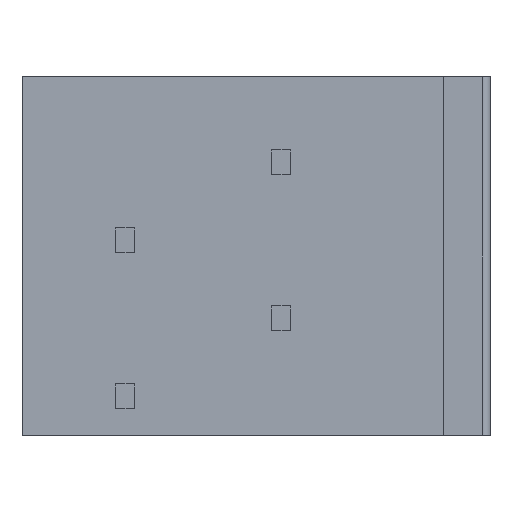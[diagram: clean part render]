
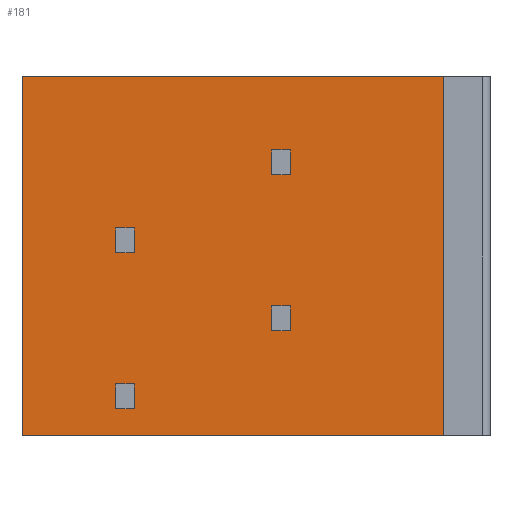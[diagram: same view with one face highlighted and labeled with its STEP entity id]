
A CAD part, front view. The second image highlights one B-rep face of the part: STEP entity #181.
In plain terms, the highlighted planar face has unit normal (0, -1, 0).
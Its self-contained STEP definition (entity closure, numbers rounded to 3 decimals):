
#181 = ADVANCED_FACE( '', ( #424, #425, #426, #427, #428 ), #429, .F. );
#424 = FACE_BOUND( '', #726, .T. );
#425 = FACE_BOUND( '', #727, .T. );
#426 = FACE_BOUND( '', #728, .T. );
#427 = FACE_BOUND( '', #729, .T. );
#428 = FACE_OUTER_BOUND( '', #730, .T. );
#429 = PLANE( '', #731 );
#726 = EDGE_LOOP( '', ( #1183, #1184, #1185, #1186 ) );
#727 = EDGE_LOOP( '', ( #1187, #1188, #1189, #1190 ) );
#728 = EDGE_LOOP( '', ( #1191, #1192, #1193, #1194 ) );
#729 = EDGE_LOOP( '', ( #1195, #1196, #1197, #1198 ) );
#730 = EDGE_LOOP( '', ( #1199, #1200, #1201, #1202 ) );
#731 = AXIS2_PLACEMENT_3D( '', #1203, #1204, #1205 );
#1183 = ORIENTED_EDGE( '', *, *, #1896, .T. );
#1184 = ORIENTED_EDGE( '', *, *, #1897, .T. );
#1185 = ORIENTED_EDGE( '', *, *, #1898, .T. );
#1186 = ORIENTED_EDGE( '', *, *, #1817, .T. );
#1187 = ORIENTED_EDGE( '', *, *, #1899, .T. );
#1188 = ORIENTED_EDGE( '', *, *, #1900, .T. );
#1189 = ORIENTED_EDGE( '', *, *, #1901, .T. );
#1190 = ORIENTED_EDGE( '', *, *, #1902, .T. );
#1191 = ORIENTED_EDGE( '', *, *, #1883, .T. );
#1192 = ORIENTED_EDGE( '', *, *, #1858, .T. );
#1193 = ORIENTED_EDGE( '', *, *, #1782, .T. );
#1194 = ORIENTED_EDGE( '', *, *, #1874, .T. );
#1195 = ORIENTED_EDGE( '', *, *, #1878, .T. );
#1196 = ORIENTED_EDGE( '', *, *, #1903, .T. );
#1197 = ORIENTED_EDGE( '', *, *, #1753, .T. );
#1198 = ORIENTED_EDGE( '', *, *, #1893, .T. );
#1199 = ORIENTED_EDGE( '', *, *, #1904, .T. );
#1200 = ORIENTED_EDGE( '', *, *, #1905, .F. );
#1201 = ORIENTED_EDGE( '', *, *, #1906, .F. );
#1202 = ORIENTED_EDGE( '', *, *, #1907, .T. );
#1203 = CARTESIAN_POINT( '', ( -3.3, 0., 10. ) );
#1204 = DIRECTION( '', ( 0., 1., 0. ) );
#1205 = DIRECTION( '', ( 0., 0., 1. ) );
#1753 = EDGE_CURVE( '', #2079, #2080, #2081, .T. );
#1782 = EDGE_CURVE( '', #2132, #2133, #2134, .T. );
#1817 = EDGE_CURVE( '', #2194, #2195, #2196, .T. );
#1858 = EDGE_CURVE( '', #2258, #2132, #2259, .T. );
#1874 = EDGE_CURVE( '', #2133, #2284, #2285, .T. );
#1878 = EDGE_CURVE( '', #2290, #2291, #2292, .T. );
#1883 = EDGE_CURVE( '', #2284, #2258, #2299, .T. );
#1893 = EDGE_CURVE( '', #2080, #2290, #2313, .T. );
#1896 = EDGE_CURVE( '', #2195, #2316, #2317, .T. );
#1897 = EDGE_CURVE( '', #2316, #2318, #2319, .T. );
#1898 = EDGE_CURVE( '', #2318, #2194, #2320, .T. );
#1899 = EDGE_CURVE( '', #2321, #2322, #2323, .T. );
#1900 = EDGE_CURVE( '', #2322, #2324, #2325, .T. );
#1901 = EDGE_CURVE( '', #2324, #2326, #2327, .T. );
#1902 = EDGE_CURVE( '', #2326, #2321, #2328, .T. );
#1903 = EDGE_CURVE( '', #2291, #2079, #2329, .T. );
#1904 = EDGE_CURVE( '', #2330, #2331, #2332, .T. );
#1905 = EDGE_CURVE( '', #2333, #2331, #2334, .T. );
#1906 = EDGE_CURVE( '', #2335, #2333, #2336, .T. );
#1907 = EDGE_CURVE( '', #2335, #2330, #2337, .T. );
#2079 = VERTEX_POINT( '', #2557 );
#2080 = VERTEX_POINT( '', #2558 );
#2081 = LINE( '', #2559, #2560 );
#2132 = VERTEX_POINT( '', #2633 );
#2133 = VERTEX_POINT( '', #2634 );
#2134 = LINE( '', #2635, #2636 );
#2194 = VERTEX_POINT( '', #2720 );
#2195 = VERTEX_POINT( '', #2721 );
#2196 = LINE( '', #2722, #2723 );
#2258 = VERTEX_POINT( '', #2810 );
#2259 = LINE( '', #2811, #2812 );
#2284 = VERTEX_POINT( '', #2847 );
#2285 = LINE( '', #2848, #2849 );
#2290 = VERTEX_POINT( '', #2856 );
#2291 = VERTEX_POINT( '', #2857 );
#2292 = LINE( '', #2858, #2859 );
#2299 = LINE( '', #2869, #2870 );
#2313 = LINE( '', #2890, #2891 );
#2316 = VERTEX_POINT( '', #2895 );
#2317 = LINE( '', #2896, #2897 );
#2318 = VERTEX_POINT( '', #2898 );
#2319 = LINE( '', #2899, #2900 );
#2320 = LINE( '', #2901, #2902 );
#2321 = VERTEX_POINT( '', #2903 );
#2322 = VERTEX_POINT( '', #2904 );
#2323 = LINE( '', #2905, #2906 );
#2324 = VERTEX_POINT( '', #2907 );
#2325 = LINE( '', #2908, #2909 );
#2326 = VERTEX_POINT( '', #2910 );
#2327 = LINE( '', #2911, #2912 );
#2328 = LINE( '', #2913, #2914 );
#2329 = LINE( '', #2915, #2916 );
#2330 = VERTEX_POINT( '', #2917 );
#2331 = VERTEX_POINT( '', #2918 );
#2332 = LINE( '', #2919, #2920 );
#2333 = VERTEX_POINT( '', #2921 );
#2334 = LINE( '', #2922, #2923 );
#2335 = VERTEX_POINT( '', #2924 );
#2336 = LINE( '', #2925, #2926 );
#2337 = LINE( '', #2927, #2928 );
#2557 = CARTESIAN_POINT( '', ( 4.7, 0., 8.35 ) );
#2558 = CARTESIAN_POINT( '', ( 4.7, 0., 9.15 ) );
#2559 = CARTESIAN_POINT( '', ( 4.7, 0., 8.35 ) );
#2560 = VECTOR( '', #3228, 1000. );
#2633 = CARTESIAN_POINT( '', ( 4.7, 0., 3.35 ) );
#2634 = CARTESIAN_POINT( '', ( 4.7, 0., 4.15 ) );
#2635 = CARTESIAN_POINT( '', ( 4.7, 0., 3.35 ) );
#2636 = VECTOR( '', #3257, 1000. );
#2720 = CARTESIAN_POINT( '', ( -0.3, 0., 1.65 ) );
#2721 = CARTESIAN_POINT( '', ( 0.3, 0., 1.65 ) );
#2722 = CARTESIAN_POINT( '', ( -0.3, 0., 1.65 ) );
#2723 = VECTOR( '', #3291, 1000. );
#2810 = CARTESIAN_POINT( '', ( 5.3, 0., 3.35 ) );
#2811 = CARTESIAN_POINT( '', ( 5.3, 0., 3.35 ) );
#2812 = VECTOR( '', #3332, 1000. );
#2847 = CARTESIAN_POINT( '', ( 5.3, 0., 4.15 ) );
#2848 = CARTESIAN_POINT( '', ( 4.7, 0., 4.15 ) );
#2849 = VECTOR( '', #3346, 1000. );
#2856 = CARTESIAN_POINT( '', ( 5.3, 0., 9.15 ) );
#2857 = CARTESIAN_POINT( '', ( 5.3, 0., 8.35 ) );
#2858 = CARTESIAN_POINT( '', ( 5.3, 0., 9.15 ) );
#2859 = VECTOR( '', #3349, 1000. );
#2869 = CARTESIAN_POINT( '', ( 5.3, 0., 4.15 ) );
#2870 = VECTOR( '', #3353, 1000. );
#2890 = CARTESIAN_POINT( '', ( 4.7, 0., 9.15 ) );
#2891 = VECTOR( '', #3360, 1000. );
#2895 = CARTESIAN_POINT( '', ( 0.3, 0., 0.85 ) );
#2896 = CARTESIAN_POINT( '', ( 0.3, 0., 1.65 ) );
#2897 = VECTOR( '', #3362, 1000. );
#2898 = CARTESIAN_POINT( '', ( -0.3, 0., 0.85 ) );
#2899 = CARTESIAN_POINT( '', ( 0.3, 0., 0.85 ) );
#2900 = VECTOR( '', #3363, 1000. );
#2901 = CARTESIAN_POINT( '', ( -0.3, 0., 0.85 ) );
#2902 = VECTOR( '', #3364, 1000. );
#2903 = CARTESIAN_POINT( '', ( 0.3, 0., 6.65 ) );
#2904 = CARTESIAN_POINT( '', ( 0.3, 0., 5.85 ) );
#2905 = CARTESIAN_POINT( '', ( 0.3, 0., 6.65 ) );
#2906 = VECTOR( '', #3365, 1000. );
#2907 = CARTESIAN_POINT( '', ( -0.3, 0., 5.85 ) );
#2908 = CARTESIAN_POINT( '', ( 0.3, 0., 5.85 ) );
#2909 = VECTOR( '', #3366, 1000. );
#2910 = CARTESIAN_POINT( '', ( -0.3, 0., 6.65 ) );
#2911 = CARTESIAN_POINT( '', ( -0.3, 0., 5.85 ) );
#2912 = VECTOR( '', #3367, 1000. );
#2913 = CARTESIAN_POINT( '', ( -0.3, 0., 6.65 ) );
#2914 = VECTOR( '', #3368, 1000. );
#2915 = CARTESIAN_POINT( '', ( 5.3, 0., 8.35 ) );
#2916 = VECTOR( '', #3369, 1000. );
#2917 = CARTESIAN_POINT( '', ( -3.3, 0., 0. ) );
#2918 = CARTESIAN_POINT( '', ( 10.2, 0., 0. ) );
#2919 = CARTESIAN_POINT( '', ( -3.3, 0., 0. ) );
#2920 = VECTOR( '', #3370, 1000. );
#2921 = CARTESIAN_POINT( '', ( 10.2, 0., 11.5 ) );
#2922 = CARTESIAN_POINT( '', ( 10.2, 0., 10. ) );
#2923 = VECTOR( '', #3371, 1000. );
#2924 = CARTESIAN_POINT( '', ( -3.3, 0., 11.5 ) );
#2925 = CARTESIAN_POINT( '', ( -3.3, 0., 11.5 ) );
#2926 = VECTOR( '', #3372, 1000. );
#2927 = CARTESIAN_POINT( '', ( -3.3, 0., 10. ) );
#2928 = VECTOR( '', #3373, 1000. );
#3228 = DIRECTION( '', ( 0., 0., 1. ) );
#3257 = DIRECTION( '', ( 0., 0., 1. ) );
#3291 = DIRECTION( '', ( 1., 0., 0. ) );
#3332 = DIRECTION( '', ( -1., 0., 0. ) );
#3346 = DIRECTION( '', ( 1., 0., 0. ) );
#3349 = DIRECTION( '', ( 0., 0., -1. ) );
#3353 = DIRECTION( '', ( 0., 0., -1. ) );
#3360 = DIRECTION( '', ( 1., 0., 0. ) );
#3362 = DIRECTION( '', ( 0., 0., -1. ) );
#3363 = DIRECTION( '', ( -1., 0., 0. ) );
#3364 = DIRECTION( '', ( 0., 0., 1. ) );
#3365 = DIRECTION( '', ( 0., 0., -1. ) );
#3366 = DIRECTION( '', ( -1., 0., 0. ) );
#3367 = DIRECTION( '', ( 0., 0., 1. ) );
#3368 = DIRECTION( '', ( 1., 0., 0. ) );
#3369 = DIRECTION( '', ( -1., 0., 0. ) );
#3370 = DIRECTION( '', ( 1., 0., 0. ) );
#3371 = DIRECTION( '', ( 0., 0., -1. ) );
#3372 = DIRECTION( '', ( 1., 0., 0. ) );
#3373 = DIRECTION( '', ( 0., 0., -1. ) );
